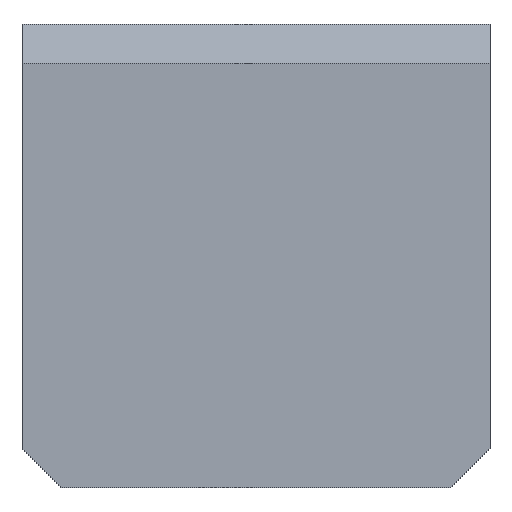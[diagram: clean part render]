
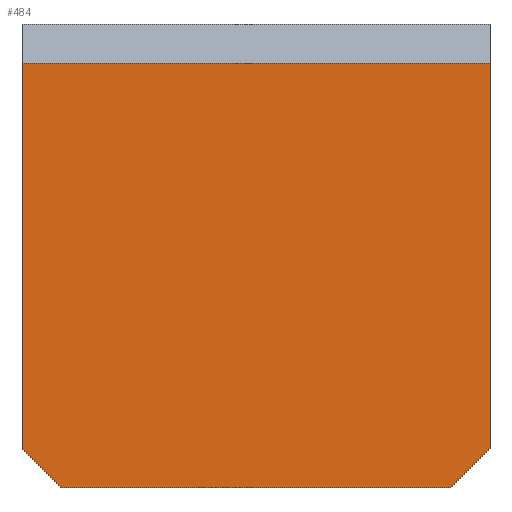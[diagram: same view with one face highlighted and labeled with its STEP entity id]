
A CAD part, front view. The second image highlights one B-rep face of the part: STEP entity #484.
In plain terms, the highlighted planar face has unit normal (0, -1, 0).
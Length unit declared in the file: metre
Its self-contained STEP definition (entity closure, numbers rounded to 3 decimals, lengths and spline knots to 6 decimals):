
#58=ORIENTED_EDGE('',*,*,#186,.T.);
#59=ORIENTED_EDGE('',*,*,#189,.T.);
#60=ORIENTED_EDGE('',*,*,#190,.F.);
#61=ORIENTED_EDGE('',*,*,#191,.T.);
#62=ORIENTED_EDGE('',*,*,#174,.T.);
#63=ORIENTED_EDGE('',*,*,#192,.T.);
#174=EDGE_CURVE('',#242,#243,#288,.T.);
#186=EDGE_CURVE('',#251,#250,#298,.T.);
#189=EDGE_CURVE('',#250,#252,#301,.T.);
#190=EDGE_CURVE('',#253,#252,#302,.T.);
#191=EDGE_CURVE('',#253,#242,#303,.F.);
#192=EDGE_CURVE('',#243,#251,#304,.T.);
#242=VERTEX_POINT('',#717);
#243=VERTEX_POINT('',#718);
#250=VERTEX_POINT('',#738);
#251=VERTEX_POINT('',#740);
#252=VERTEX_POINT('',#745);
#253=VERTEX_POINT('',#747);
#288=LINE('',#716,#348);
#298=LINE('',#739,#358);
#301=LINE('',#744,#361);
#302=LINE('',#746,#362);
#303=LINE('',#748,#363);
#304=LINE('',#749,#364);
#348=VECTOR('',#575,1.);
#358=VECTOR('',#593,1.);
#361=VECTOR('',#598,1.);
#362=VECTOR('',#599,1.);
#363=VECTOR('',#600,1.);
#364=VECTOR('',#601,1.);
#398=EDGE_LOOP('',(#58,#59,#60,#61,#62,#63));
#430=FACE_BOUND('',#398,.T.);
#461=PLANE('',#527);
#484=ADVANCED_FACE('',(#430),#461,.T.);
#527=AXIS2_PLACEMENT_3D('',#743,#596,#597);
#575=DIRECTION('',(1.,0.,0.));
#593=DIRECTION('',(0.,0.,1.));
#596=DIRECTION('',(0.,-1.,0.));
#597=DIRECTION('',(1.,0.,0.));
#598=DIRECTION('',(-1.,0.,0.));
#599=DIRECTION('',(0.,0.,1.));
#600=DIRECTION('',(-0.707,0.,0.707));
#601=DIRECTION('',(0.707,0.,0.707));
#716=CARTESIAN_POINT('',(0.,-0.022614,-0.02375));
#717=CARTESIAN_POINT('',(-0.01,-0.022614,-0.02375));
#718=CARTESIAN_POINT('',(0.01,-0.022614,-0.02375));
#738=CARTESIAN_POINT('',(0.012,-0.022614,-0.002));
#739=CARTESIAN_POINT('',(0.012,-0.022614,-0.004));
#740=CARTESIAN_POINT('',(0.012,-0.022614,-0.02175));
#743=CARTESIAN_POINT('',(0.,-0.022614,-0.004));
#744=CARTESIAN_POINT('',(-0.012,-0.022614,-0.002));
#745=CARTESIAN_POINT('',(-0.012,-0.022614,-0.002));
#746=CARTESIAN_POINT('',(-0.012,-0.022614,-0.004));
#747=CARTESIAN_POINT('',(-0.012,-0.022614,-0.02175));
#748=CARTESIAN_POINT('',(-0.014875,-0.022614,-0.018875));
#749=CARTESIAN_POINT('',(0.014875,-0.022614,-0.018875));
